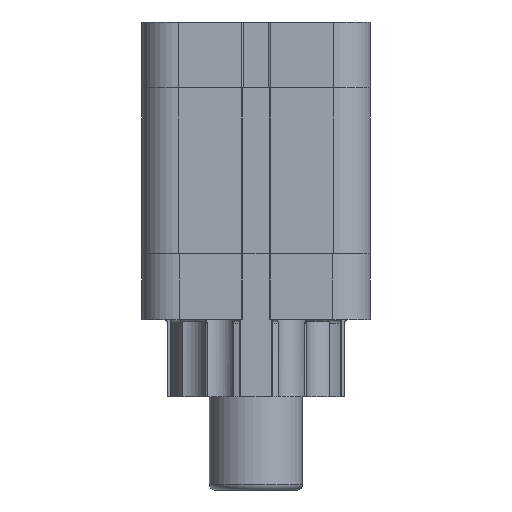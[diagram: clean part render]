
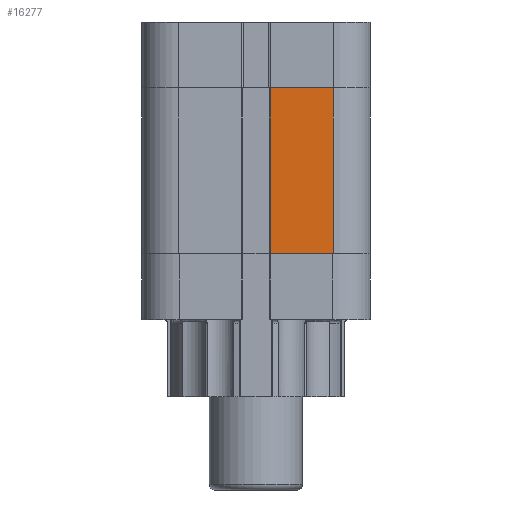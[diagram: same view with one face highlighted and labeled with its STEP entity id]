
A CAD part, left-side view. The second image highlights one B-rep face of the part: STEP entity #16277.
In plain terms, the highlighted face is planar.
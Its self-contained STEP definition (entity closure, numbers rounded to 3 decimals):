
#15612=CARTESIAN_POINT('',(24.5,16.5,0.0));
#15613=VERTEX_POINT('',#15612);
#15621=CARTESIAN_POINT('',(24.5,3.1,0.0));
#15622=VERTEX_POINT('',#15621);
#15623=CARTESIAN_POINT('',(24.5,16.5,0.0));
#15624=DIRECTION('',(0.0,-1.0,0.0));
#15625=VECTOR('',#15624,13.4);
#15626=LINE('',#15623,#15625);
#15627=EDGE_CURVE('',#15613,#15622,#15626,.T.);
#16228=CARTESIAN_POINT('',(24.5,3.1,35.5));
#16229=VERTEX_POINT('',#16228);
#16230=CARTESIAN_POINT('',(24.5,3.1,0.0));
#16231=DIRECTION('',(0.0,0.0,1.0));
#16232=VECTOR('',#16231,35.5);
#16233=LINE('',#16230,#16232);
#16234=EDGE_CURVE('',#15622,#16229,#16233,.T.);
#16254=CARTESIAN_POINT('',(24.5,16.5,0.0));
#16255=DIRECTION('',(1.0,0.0,0.0));
#16256=DIRECTION('',(0.0,0.0,-1.0));
#16257=AXIS2_PLACEMENT_3D('',#16254,#16255,#16256);
#16258=PLANE('',#16257);
#16259=ORIENTED_EDGE('',*,*,#16234,.F.);
#16260=ORIENTED_EDGE('',*,*,#15627,.F.);
#16261=CARTESIAN_POINT('',(24.5,16.5,35.5));
#16262=VERTEX_POINT('',#16261);
#16263=CARTESIAN_POINT('',(24.5,16.5,0.0));
#16264=DIRECTION('',(0.0,0.0,1.0));
#16265=VECTOR('',#16264,35.5);
#16266=LINE('',#16263,#16265);
#16267=EDGE_CURVE('',#15613,#16262,#16266,.T.);
#16268=ORIENTED_EDGE('',*,*,#16267,.T.);
#16269=CARTESIAN_POINT('',(24.5,16.5,35.5));
#16270=DIRECTION('',(0.0,-1.0,0.0));
#16271=VECTOR('',#16270,13.4);
#16272=LINE('',#16269,#16271);
#16273=EDGE_CURVE('',#16262,#16229,#16272,.T.);
#16274=ORIENTED_EDGE('',*,*,#16273,.T.);
#16275=EDGE_LOOP('',(#16259,#16260,#16268,#16274));
#16276=FACE_OUTER_BOUND('',#16275,.T.);
#16277=ADVANCED_FACE('',(#16276),#16258,.T.);
